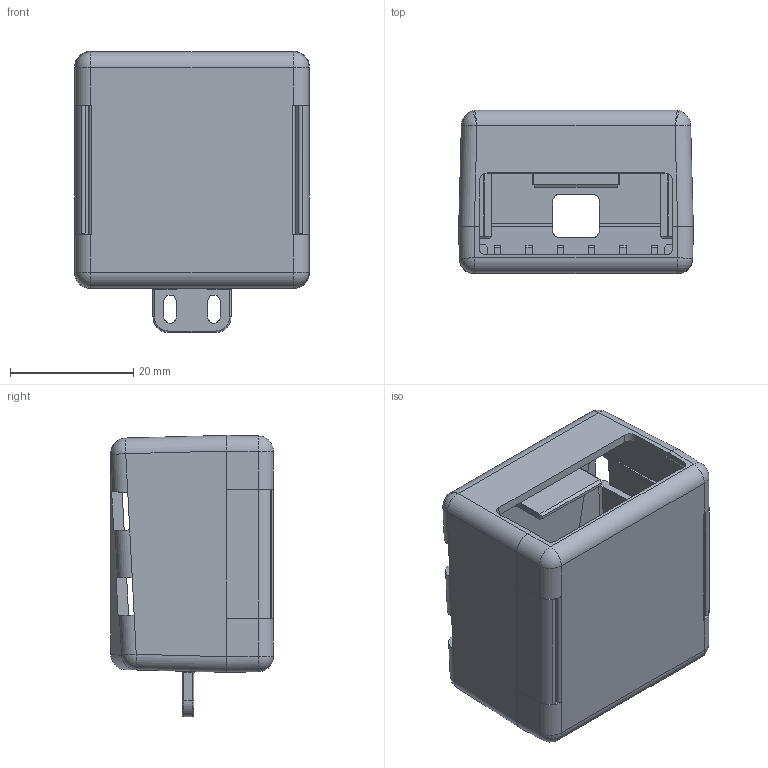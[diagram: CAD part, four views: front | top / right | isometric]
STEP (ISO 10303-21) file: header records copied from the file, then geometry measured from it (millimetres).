
FILE_DESCRIPTION (( 'STEP AP203' ), '1' );
FILE_NAME ('DGB9MT1-CVR.STEP', '2014-05-30T13:21:12', ( 'x' ), ( '' ), 'SwSTEP 2.0', 'SolidWorks 2014', '' );
FILE_SCHEMA (( 'CONFIG_CONTROL_DESIGN' ));
Length unit declared in the file: inch
Products named in the file (3): 1AG01-196; 1AG01-197; DGB9MT1-CVR
Assembly tree (2 placements, depth 2):
  DGB9MT1-CVR
    1AG01-196
    1AG01-197
Bounding box: 38.1 x 26.47 x 45.67 mm (x, y, z)
Volume: 9423.2 mm3; surface area: 13232 mm2
Topology: 2 solids, 2 shells, 524 faces, 1431 edges, 907 vertices
Faces by surface type: plane 325, cylinder 131, bspline 44, sphere 16, torus 4, cone 4
Entity records: 17568 total; most frequent: CARTESIAN_POINT 4671, ORIENTED_EDGE 2846, DIRECTION 2330, EDGE_CURVE 1423, VECTOR 1036, LINE 1036, VERTEX_POINT 907, AXIS2_PLACEMENT_3D 647
